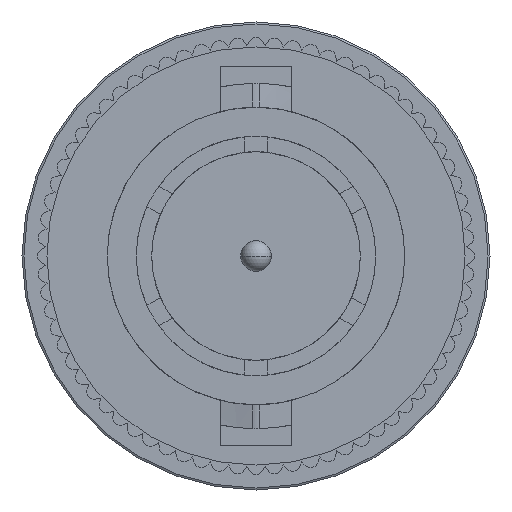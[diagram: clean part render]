
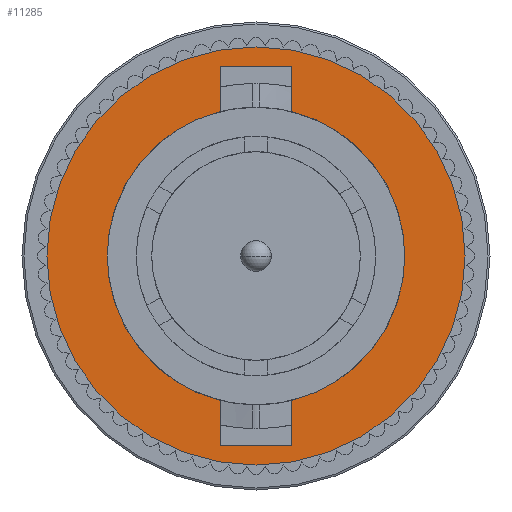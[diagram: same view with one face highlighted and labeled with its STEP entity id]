
A CAD part, front view. The second image highlights one B-rep face of the part: STEP entity #11285.
In plain terms, the highlighted face is planar.
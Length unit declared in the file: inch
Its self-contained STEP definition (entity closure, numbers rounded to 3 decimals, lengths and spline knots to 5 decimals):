
#715 = DIRECTION ( 'NONE',  ( 0., -1., 0. ) ) ;
#716 = VECTOR ( 'NONE', #715, 39.37008 ) ;
#717 = CARTESIAN_POINT ( 'NONE',  ( -0.0465, -0.2469, 0. ) ) ;
#718 = LINE ( 'NONE', #717, #716 ) ;
#719 = DIRECTION ( 'NONE',  ( 0., 1., 0. ) ) ;
#720 = VECTOR ( 'NONE', #719, 39.37008 ) ;
#721 = CARTESIAN_POINT ( 'NONE',  ( 0.0465, -0.15442, 0. ) ) ;
#722 = LINE ( 'NONE', #721, #720 ) ;
#723 = DIRECTION ( 'NONE',  ( 1., 0., 0. ) ) ;
#724 = VECTOR ( 'NONE', #723, 39.37008 ) ;
#725 = CARTESIAN_POINT ( 'NONE',  ( 0.0465, -0.2469, 0. ) ) ;
#726 = LINE ( 'NONE', #725, #724 ) ;
#744 = DIRECTION ( 'NONE',  ( 1., 0., 0. ) ) ;
#745 = DIRECTION ( 'NONE',  ( 0., 0., 1. ) ) ;
#746 = CARTESIAN_POINT ( 'NONE',  ( 0., 0., 0. ) ) ;
#747 = AXIS2_PLACEMENT_3D ( 'NONE', #746, #745, #744 ) ;
#748 = CIRCLE ( 'NONE', #747, 0.2725 ) ;
#750 = CARTESIAN_POINT ( 'NONE',  ( 0.0465, -0.2469, 0. ) ) ;
#772 = CARTESIAN_POINT ( 'NONE',  ( -0.0465, -0.2469, 0. ) ) ;
#1526 = CIRCLE ( 'NONE', #1579, 0.194 ) ;
#1534 = CARTESIAN_POINT ( 'NONE',  ( 0.0465, -0.18834, 0. ) ) ;
#1575 = CARTESIAN_POINT ( 'NONE',  ( 0.194, 0., 0. ) ) ;
#1576 = DIRECTION ( 'NONE',  ( 1., 0., 0. ) ) ;
#1577 = DIRECTION ( 'NONE',  ( 0., 0., 1. ) ) ;
#1578 = CARTESIAN_POINT ( 'NONE',  ( 0., 0., 0. ) ) ;
#1579 = AXIS2_PLACEMENT_3D ( 'NONE', #1578, #1577, #1576 ) ;
#1608 = CARTESIAN_POINT ( 'NONE',  ( -0.0465, -0.18834, 0. ) ) ;
#1609 = DIRECTION ( 'NONE',  ( 1., 0., 0. ) ) ;
#1610 = DIRECTION ( 'NONE',  ( 0., 0., 1. ) ) ;
#1611 = CARTESIAN_POINT ( 'NONE',  ( 0., 0., 0. ) ) ;
#1612 = AXIS2_PLACEMENT_3D ( 'NONE', #1611, #1610, #1609 ) ;
#1613 = CIRCLE ( 'NONE', #1612, 0.194 ) ;
#1632 = CARTESIAN_POINT ( 'NONE',  ( -0.194, 0., 0. ) ) ;
#2164 = CARTESIAN_POINT ( 'NONE',  ( 0.0465, 0.18834, 0. ) ) ;
#2165 = DIRECTION ( 'NONE',  ( 1., 0., 0. ) ) ;
#2166 = DIRECTION ( 'NONE',  ( 0., 0., 1. ) ) ;
#2167 = CARTESIAN_POINT ( 'NONE',  ( 0., 0., 0. ) ) ;
#2168 = AXIS2_PLACEMENT_3D ( 'NONE', #2167, #2166, #2165 ) ;
#2169 = CIRCLE ( 'NONE', #2168, 0.194 ) ;
#2589 = CARTESIAN_POINT ( 'NONE',  ( -0.0465, 0.18834, 0. ) ) ;
#2596 = DIRECTION ( 'NONE',  ( 1., 0., 0. ) ) ;
#2597 = DIRECTION ( 'NONE',  ( 0., 0., 1. ) ) ;
#2598 = CARTESIAN_POINT ( 'NONE',  ( 0., 0., 0. ) ) ;
#2599 = AXIS2_PLACEMENT_3D ( 'NONE', #2598, #2597, #2596 ) ;
#2600 = CIRCLE ( 'NONE', #2599, 0.194 ) ;
#2601 = DIRECTION ( 'NONE',  ( 1., 0., 0. ) ) ;
#2602 = DIRECTION ( 'NONE',  ( 0., 0., 1. ) ) ;
#2603 = CARTESIAN_POINT ( 'NONE',  ( 0.2725, 0., 0. ) ) ;
#2604 = AXIS2_PLACEMENT_3D ( 'NONE', #2603, #2602, #2601 ) ;
#2605 = PLANE ( 'NONE',  #2604 ) ;
#2606 = FACE_OUTER_BOUND ( 'NONE', #8293, .T. ) ;
#2607 = FACE_BOUND ( 'NONE', #9753, .T. ) ;
#4419 = CARTESIAN_POINT ( 'NONE',  ( 0.2725, 0., 0. ) ) ;
#4733 = AXIS2_PLACEMENT_3D ( 'NONE', #4793, #4792, #4791 ) ;
#4734 = CIRCLE ( 'NONE', #4733, 0.2725 ) ;
#4791 = DIRECTION ( 'NONE',  ( 1., 0., 0. ) ) ;
#4792 = DIRECTION ( 'NONE',  ( 0., 0., 1. ) ) ;
#4793 = CARTESIAN_POINT ( 'NONE',  ( 0., 0., 0. ) ) ;
#4831 = CARTESIAN_POINT ( 'NONE',  ( -0.2725, 0., 0. ) ) ;
#6293 = DIRECTION ( 'NONE',  ( 0., -1., 0. ) ) ;
#6294 = VECTOR ( 'NONE', #6293, 39.37008 ) ;
#6295 = CARTESIAN_POINT ( 'NONE',  ( -0.0465, 0.2469, 0. ) ) ;
#6296 = LINE ( 'NONE', #6295, #6294 ) ;
#6299 = CARTESIAN_POINT ( 'NONE',  ( -0.0465, 0.2469, 0. ) ) ;
#6307 = DIRECTION ( 'NONE',  ( -1., 0., 0. ) ) ;
#6308 = VECTOR ( 'NONE', #6307, 39.37008 ) ;
#6309 = CARTESIAN_POINT ( 'NONE',  ( 0.0465, 0.2469, 0. ) ) ;
#6310 = LINE ( 'NONE', #6309, #6308 ) ;
#6391 = DIRECTION ( 'NONE',  ( 0., 1., 0. ) ) ;
#6392 = VECTOR ( 'NONE', #6391, 39.37008 ) ;
#6393 = CARTESIAN_POINT ( 'NONE',  ( 0.0465, 0.15442, 0. ) ) ;
#6394 = LINE ( 'NONE', #6393, #6392 ) ;
#6396 = CARTESIAN_POINT ( 'NONE',  ( 0.0465, 0.2469, 0. ) ) ;
#8251 = ORIENTED_EDGE ( 'NONE', *, *, #8275, .F. ) ;
#8268 = ORIENTED_EDGE ( 'NONE', *, *, #8276, .F. ) ;
#8269 = ORIENTED_EDGE ( 'NONE', *, *, #8279, .F. ) ;
#8274 = ORIENTED_EDGE ( 'NONE', *, *, #12374, .T. ) ;
#8275 = EDGE_CURVE ( 'NONE', #8284, #8298, #726, .T. ) ;
#8276 = EDGE_CURVE ( 'NONE', #8298, #9765, #722, .T. ) ;
#8279 = EDGE_CURVE ( 'NONE', #9792, #8284, #718, .T. ) ;
#8284 = VERTEX_POINT ( 'NONE', #772 ) ;
#8293 = EDGE_LOOP ( 'NONE', ( #8274, #8300 ) ) ;
#8294 = ORIENTED_EDGE ( 'NONE', *, *, #9791, .F. ) ;
#8298 = VERTEX_POINT ( 'NONE', #750 ) ;
#8300 = ORIENTED_EDGE ( 'NONE', *, *, #8302, .T. ) ;
#8302 = EDGE_CURVE ( 'NONE', #12394, #12211, #748, .T. ) ;
#9752 = ORIENTED_EDGE ( 'NONE', *, *, #11286, .F. ) ;
#9753 = EDGE_LOOP ( 'NONE', ( #9752, #12946, #12971, #12977, #12980, #11284, #8268, #8251, #8269, #8294 ) ) ;
#9765 = VERTEX_POINT ( 'NONE', #1534 ) ;
#9771 = EDGE_CURVE ( 'NONE', #9765, #9772, #1526, .T. ) ;
#9772 = VERTEX_POINT ( 'NONE', #1575 ) ;
#9789 = VERTEX_POINT ( 'NONE', #1632 ) ;
#9791 = EDGE_CURVE ( 'NONE', #9789, #9792, #1613, .T. ) ;
#9792 = VERTEX_POINT ( 'NONE', #1608 ) ;
#10043 = EDGE_CURVE ( 'NONE', #9772, #10046, #2169, .T. ) ;
#10046 = VERTEX_POINT ( 'NONE', #2164 ) ;
#11284 = ORIENTED_EDGE ( 'NONE', *, *, #9771, .F. ) ;
#11285 = ADVANCED_FACE ( 'NONE', ( #2607, #2606 ), #2605, .T. ) ;
#11286 = EDGE_CURVE ( 'NONE', #11291, #9789, #2600, .T. ) ;
#11291 = VERTEX_POINT ( 'NONE', #2589 ) ;
#12211 = VERTEX_POINT ( 'NONE', #4419 ) ;
#12374 = EDGE_CURVE ( 'NONE', #12211, #12394, #4734, .T. ) ;
#12394 = VERTEX_POINT ( 'NONE', #4831 ) ;
#12946 = ORIENTED_EDGE ( 'NONE', *, *, #12972, .F. ) ;
#12966 = EDGE_CURVE ( 'NONE', #13011, #12969, #6310, .T. ) ;
#12969 = VERTEX_POINT ( 'NONE', #6299 ) ;
#12971 = ORIENTED_EDGE ( 'NONE', *, *, #12966, .F. ) ;
#12972 = EDGE_CURVE ( 'NONE', #12969, #11291, #6296, .T. ) ;
#12977 = ORIENTED_EDGE ( 'NONE', *, *, #13015, .F. ) ;
#12980 = ORIENTED_EDGE ( 'NONE', *, *, #10043, .F. ) ;
#13011 = VERTEX_POINT ( 'NONE', #6396 ) ;
#13015 = EDGE_CURVE ( 'NONE', #10046, #13011, #6394, .T. ) ;
